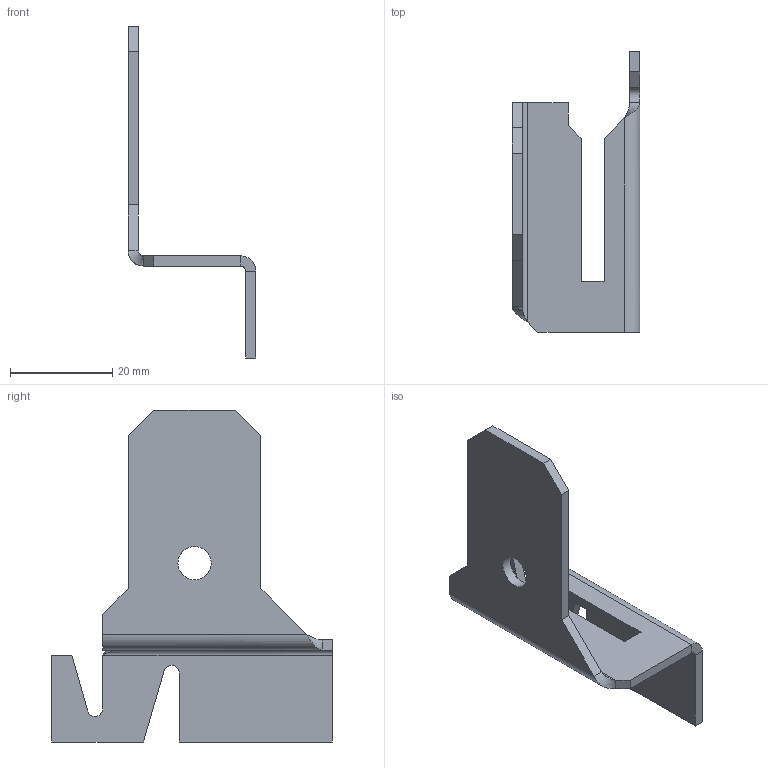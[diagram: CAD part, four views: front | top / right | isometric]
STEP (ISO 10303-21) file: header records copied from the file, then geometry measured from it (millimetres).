
FILE_DESCRIPTION(/* description */ ('Держатель К188'),/* implementation_level */ '2;1');
FILE_NAME(/* name */ '',/* time_stamp */ '2025-06-09T16:18:45+07:00',/* author */ ('zeta-82'),/* organization */ ('АО "ЗЭТА"'),/* preprocessor_version */ 'ST-DEVELOPER v19.2',/* originating_system */ 'Autodesk Inventor 2024',/* authorisation */ '');
FILE_SCHEMA (('AUTOMOTIVE_DESIGN { 1 0 10303 214 3 1 1 }'));
Length unit declared in the file: millimetre
Products named in the file (1): ZETA.050.110.015-01 Держатель 
К188
Bounding box: 25 x 55 x 65 mm (x, y, z)
Volume: 5798.3 mm3; surface area: 6590 mm2
Topology: 1 solids, 1 shells, 44 faces, 114 edges, 72 vertices
Faces by surface type: plane 35, cylinder 7, bspline 2
Full cylindrical faces by diameter (mm): 6.5 x1
Entity records: 1634 total; most frequent: CARTESIAN_POINT 467, ORIENTED_EDGE 228, DIRECTION 206, EDGE_CURVE 114, LINE 100, VECTOR 100, VERTEX_POINT 72, AXIS2_PLACEMENT_3D 53
